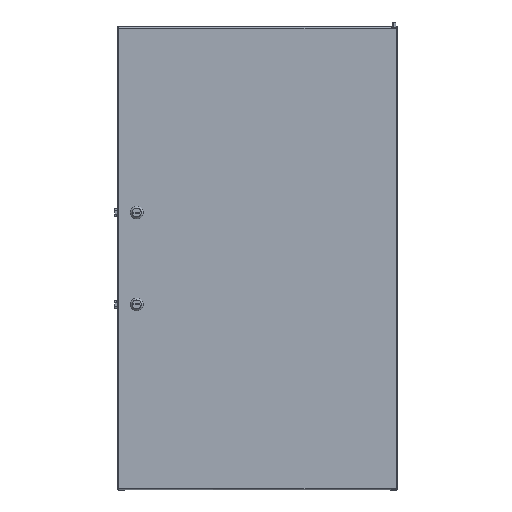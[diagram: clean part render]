
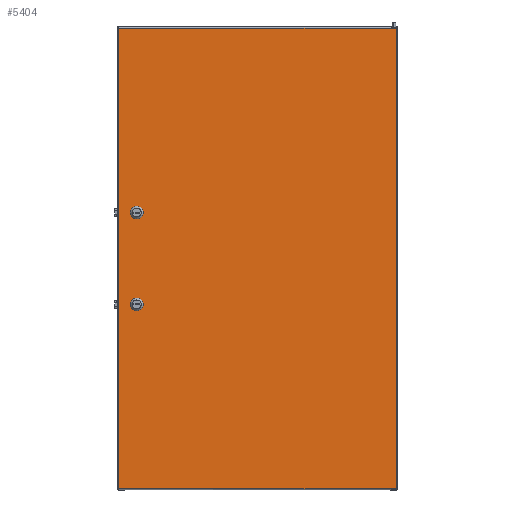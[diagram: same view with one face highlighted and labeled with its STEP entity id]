
A CAD part, top view. The second image highlights one B-rep face of the part: STEP entity #5404.
In plain terms, the highlighted planar face has unit normal (0, 0, 1).
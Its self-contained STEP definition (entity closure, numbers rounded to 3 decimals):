
#12 = CARTESIAN_POINT ( 'NONE',  ( -212.407, -89.18, 9.598 ) ) ;
#32 = ORIENTED_EDGE ( 'NONE', *, *, #8457, .T. ) ;
#102 = EDGE_CURVE ( 'NONE', #830, #2882, #2539, .T. ) ;
#105 = DIRECTION ( 'NONE',  ( 0., -1., 0. ) ) ;
#118 = CARTESIAN_POINT ( 'NONE',  ( -220.407, 81.944, 9.598 ) ) ;
#184 = CARTESIAN_POINT ( 'NONE',  ( -228.407, -89.18, 9.598 ) ) ;
#234 = ORIENTED_EDGE ( 'NONE', *, *, #6384, .T. ) ;
#246 = VERTEX_POINT ( 'NONE', #8557 ) ;
#602 = AXIS2_PLACEMENT_3D ( 'NONE', #2413, #3860, #2367 ) ;
#623 = VERTEX_POINT ( 'NONE', #5235 ) ;
#757 = DIRECTION ( 'NONE',  ( 0., 0., 1. ) ) ;
#826 = DIRECTION ( 'NONE',  ( 1., 0., 0. ) ) ;
#830 = VERTEX_POINT ( 'NONE', #5588 ) ;
#913 = FACE_BOUND ( 'NONE', #3931, .T. ) ;
#1017 = EDGE_CURVE ( 'NONE', #623, #3719, #8579, .T. ) ;
#1070 = EDGE_CURVE ( 'NONE', #3606, #246, #7283, .T. ) ;
#1196 = LINE ( 'NONE', #4018, #4979 ) ;
#1390 = LINE ( 'NONE', #2122, #4264 ) ;
#1425 = CIRCLE ( 'NONE', #4087, 9.5 ) ;
#1426 = VERTEX_POINT ( 'NONE', #6445 ) ;
#1579 = FACE_OUTER_BOUND ( 'NONE', #6748, .T. ) ;
#1667 = VERTEX_POINT ( 'NONE', #8401 ) ;
#1685 = CARTESIAN_POINT ( 'NONE',  ( 248.593, 415.444, 9.598 ) ) ;
#1748 = VERTEX_POINT ( 'NONE', #3793 ) ;
#1773 = CIRCLE ( 'NONE', #8662, 9.5 ) ;
#1817 = VECTOR ( 'NONE', #6550, 1000. ) ;
#1844 = EDGE_CURVE ( 'NONE', #3719, #3606, #1196, .T. ) ;
#2066 = CARTESIAN_POINT ( 'NONE',  ( -220.407, -84.056, 9.598 ) ) ;
#2069 = CARTESIAN_POINT ( 'NONE',  ( -212.407, -89.18, 9.598 ) ) ;
#2080 = CARTESIAN_POINT ( 'NONE',  ( -228.407, 87.067, 9.598 ) ) ;
#2103 = VECTOR ( 'NONE', #826, 1000. ) ;
#2122 = CARTESIAN_POINT ( 'NONE',  ( -212.407, 87.067, 9.598 ) ) ;
#2316 = DIRECTION ( 'NONE',  ( 0., 0., 1. ) ) ;
#2367 = DIRECTION ( 'NONE',  ( 1., 0., 0. ) ) ;
#2413 = CARTESIAN_POINT ( 'NONE',  ( -220.407, -84.056, 9.598 ) ) ;
#2505 = CIRCLE ( 'NONE', #602, 9.5 ) ;
#2539 = CIRCLE ( 'NONE', #7652, 9.5 ) ;
#2594 = CARTESIAN_POINT ( 'NONE',  ( -253.407, 416.232, 9.598 ) ) ;
#2738 = EDGE_CURVE ( 'NONE', #2882, #7474, #3615, .T. ) ;
#2882 = VERTEX_POINT ( 'NONE', #8005 ) ;
#2903 = AXIS2_PLACEMENT_3D ( 'NONE', #3027, #2316, #5121 ) ;
#3027 = CARTESIAN_POINT ( 'NONE',  ( -2.407, -1.056, 9.598 ) ) ;
#3295 = CARTESIAN_POINT ( 'NONE',  ( -228.407, -78.933, 9.598 ) ) ;
#3567 = DIRECTION ( 'NONE',  ( 1., 0., 0. ) ) ;
#3569 = DIRECTION ( 'NONE',  ( 0., -1., 0. ) ) ;
#3606 = VERTEX_POINT ( 'NONE', #1685 ) ;
#3615 = LINE ( 'NONE', #2080, #4263 ) ;
#3622 = FACE_BOUND ( 'NONE', #7167, .T. ) ;
#3633 = CARTESIAN_POINT ( 'NONE',  ( -220.407, 81.944, 9.598 ) ) ;
#3672 = LINE ( 'NONE', #184, #4001 ) ;
#3719 = VERTEX_POINT ( 'NONE', #7936 ) ;
#3726 = PLANE ( 'NONE',  #2903 ) ;
#3740 = CARTESIAN_POINT ( 'NONE',  ( 249.38, 415.444, 9.598 ) ) ;
#3749 = ORIENTED_EDGE ( 'NONE', *, *, #102, .F. ) ;
#3793 = CARTESIAN_POINT ( 'NONE',  ( -228.407, -89.18, 9.598 ) ) ;
#3860 = DIRECTION ( 'NONE',  ( 0., 0., -1. ) ) ;
#3910 = ORIENTED_EDGE ( 'NONE', *, *, #6363, .T. ) ;
#3931 = EDGE_LOOP ( 'NONE', ( #234, #8606, #6619, #32 ) ) ;
#3970 = DIRECTION ( 'NONE',  ( 0., 1., 0. ) ) ;
#4001 = VECTOR ( 'NONE', #7178, 1000. ) ;
#4018 = CARTESIAN_POINT ( 'NONE',  ( 248.593, -418.344, 9.598 ) ) ;
#4087 = AXIS2_PLACEMENT_3D ( 'NONE', #3633, #6406, #5866 ) ;
#4207 = EDGE_CURVE ( 'NONE', #1748, #7990, #3672, .T. ) ;
#4263 = VECTOR ( 'NONE', #3569, 1000. ) ;
#4264 = VECTOR ( 'NONE', #7959, 1000. ) ;
#4290 = DIRECTION ( 'NONE',  ( 1., 0., 0. ) ) ;
#4770 = ORIENTED_EDGE ( 'NONE', *, *, #1844, .T. ) ;
#4899 = EDGE_CURVE ( 'NONE', #8958, #1748, #2505, .T. ) ;
#4907 = LINE ( 'NONE', #2594, #5685 ) ;
#4915 = CARTESIAN_POINT ( 'NONE',  ( -228.407, 76.82, 9.598 ) ) ;
#4979 = VECTOR ( 'NONE', #3970, 1000. ) ;
#5121 = DIRECTION ( 'NONE',  ( 1., 0., 0. ) ) ;
#5162 = ORIENTED_EDGE ( 'NONE', *, *, #5856, .F. ) ;
#5235 = CARTESIAN_POINT ( 'NONE',  ( -253.407, -417.556, 9.598 ) ) ;
#5404 = ADVANCED_FACE ( 'NONE', ( #3622, #1579, #913 ), #3726, .T. ) ;
#5498 = ORIENTED_EDGE ( 'NONE', *, *, #1017, .T. ) ;
#5548 = DIRECTION ( 'NONE',  ( 0., 0., -1. ) ) ;
#5588 = CARTESIAN_POINT ( 'NONE',  ( -212.407, 87.067, 9.598 ) ) ;
#5685 = VECTOR ( 'NONE', #105, 1000. ) ;
#5688 = DIRECTION ( 'NONE',  ( 0., -1., 0. ) ) ;
#5820 = CARTESIAN_POINT ( 'NONE',  ( -254.195, -417.556, 9.598 ) ) ;
#5856 = EDGE_CURVE ( 'NONE', #7474, #1426, #1425, .T. ) ;
#5866 = DIRECTION ( 'NONE',  ( 1., 0., 0. ) ) ;
#6224 = LINE ( 'NONE', #12, #6254 ) ;
#6254 = VECTOR ( 'NONE', #5688, 1000. ) ;
#6363 = EDGE_CURVE ( 'NONE', #246, #623, #4907, .T. ) ;
#6384 = EDGE_CURVE ( 'NONE', #1667, #8958, #6224, .T. ) ;
#6406 = DIRECTION ( 'NONE',  ( 0., 0., 1. ) ) ;
#6423 = ORIENTED_EDGE ( 'NONE', *, *, #2738, .F. ) ;
#6445 = CARTESIAN_POINT ( 'NONE',  ( -212.407, 76.82, 9.598 ) ) ;
#6550 = DIRECTION ( 'NONE',  ( -1., 0., 0. ) ) ;
#6619 = ORIENTED_EDGE ( 'NONE', *, *, #4207, .T. ) ;
#6748 = EDGE_LOOP ( 'NONE', ( #3910, #5498, #4770, #8270 ) ) ;
#7167 = EDGE_LOOP ( 'NONE', ( #3749, #8169, #5162, #6423 ) ) ;
#7178 = DIRECTION ( 'NONE',  ( 0., 1., 0. ) ) ;
#7283 = LINE ( 'NONE', #3740, #1817 ) ;
#7474 = VERTEX_POINT ( 'NONE', #4915 ) ;
#7652 = AXIS2_PLACEMENT_3D ( 'NONE', #118, #757, #3567 ) ;
#7936 = CARTESIAN_POINT ( 'NONE',  ( 248.593, -417.556, 9.598 ) ) ;
#7959 = DIRECTION ( 'NONE',  ( 0., 1., 0. ) ) ;
#7990 = VERTEX_POINT ( 'NONE', #3295 ) ;
#8005 = CARTESIAN_POINT ( 'NONE',  ( -228.407, 87.067, 9.598 ) ) ;
#8169 = ORIENTED_EDGE ( 'NONE', *, *, #8704, .F. ) ;
#8270 = ORIENTED_EDGE ( 'NONE', *, *, #1070, .T. ) ;
#8401 = CARTESIAN_POINT ( 'NONE',  ( -212.407, -78.933, 9.598 ) ) ;
#8457 = EDGE_CURVE ( 'NONE', #7990, #1667, #1773, .T. ) ;
#8557 = CARTESIAN_POINT ( 'NONE',  ( -253.407, 415.444, 9.598 ) ) ;
#8579 = LINE ( 'NONE', #5820, #2103 ) ;
#8606 = ORIENTED_EDGE ( 'NONE', *, *, #4899, .T. ) ;
#8662 = AXIS2_PLACEMENT_3D ( 'NONE', #2066, #5548, #4290 ) ;
#8704 = EDGE_CURVE ( 'NONE', #1426, #830, #1390, .T. ) ;
#8958 = VERTEX_POINT ( 'NONE', #2069 ) ;
